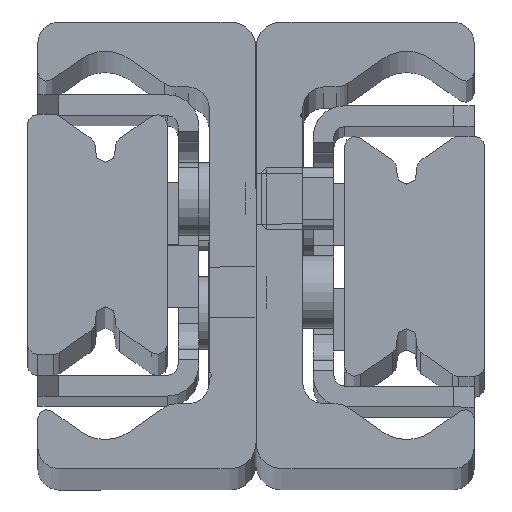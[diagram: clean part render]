
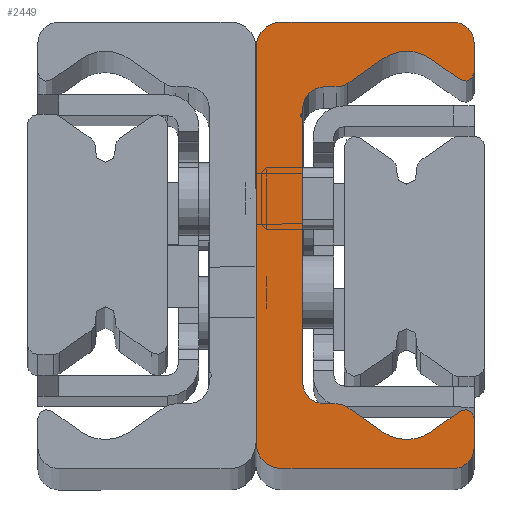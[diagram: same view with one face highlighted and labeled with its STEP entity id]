
A CAD part, top view. The second image highlights one B-rep face of the part: STEP entity #2449.
In plain terms, the highlighted planar face has unit normal (0, 0, 1).
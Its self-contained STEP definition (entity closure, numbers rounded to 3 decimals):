
#1371=CARTESIAN_POINT('',(2.499,0.,1170.0));
#1372=VERTEX_POINT('',#1371);
#1373=CARTESIAN_POINT('',(-0.001,2.5,1170.0));
#1374=VERTEX_POINT('',#1373);
#1375=CARTESIAN_POINT('',(2.499,2.5,1170.0));
#1376=DIRECTION('',(0.0,0.0,-1.0));
#1377=DIRECTION('',(-1.0,0.0,0.0));
#1378=AXIS2_PLACEMENT_3D('',#1375,#1376,#1377);
#1379=CIRCLE('',#1378,2.5);
#1380=EDGE_CURVE('',#1372,#1374,#1379,.T.);
#1413=CARTESIAN_POINT('',(-0.001,40.5,1170.0));
#1414=VERTEX_POINT('',#1413);
#1415=CARTESIAN_POINT('',(-0.001,2.5,1170.0));
#1416=DIRECTION('',(0.0,1.0,0.0));
#1417=VECTOR('',#1416,38.0);
#1418=LINE('',#1415,#1417);
#1419=EDGE_CURVE('',#1374,#1414,#1418,.T.);
#1501=CARTESIAN_POINT('',(2.499,43.0,1170.0));
#1502=VERTEX_POINT('',#1501);
#1503=CARTESIAN_POINT('',(2.499,40.5,1170.0));
#1504=DIRECTION('',(0.0,0.0,-1.0));
#1505=DIRECTION('',(0.0,1.0,0.0));
#1506=AXIS2_PLACEMENT_3D('',#1503,#1504,#1505);
#1507=CIRCLE('',#1506,2.5);
#1508=EDGE_CURVE('',#1414,#1502,#1507,.T.);
#1534=CARTESIAN_POINT('',(18.999,43.,1170.0));
#1535=VERTEX_POINT('',#1534);
#1536=CARTESIAN_POINT('',(2.499,43.0,1170.0));
#1537=DIRECTION('',(1.0,0.0,0.0));
#1538=VECTOR('',#1537,16.5);
#1539=LINE('',#1536,#1538);
#1540=EDGE_CURVE('',#1502,#1535,#1539,.T.);
#1565=CARTESIAN_POINT('',(20.999,41.,1170.0));
#1566=VERTEX_POINT('',#1565);
#1567=CARTESIAN_POINT('',(18.999,41.,1170.0));
#1568=DIRECTION('',(0.0,0.0,-1.0));
#1569=DIRECTION('',(1.0,0.0,0.0));
#1570=AXIS2_PLACEMENT_3D('',#1567,#1568,#1569);
#1571=CIRCLE('',#1570,2.0);
#1572=EDGE_CURVE('',#1535,#1566,#1571,.T.);
#1598=CARTESIAN_POINT('',(20.999,38.15,1170.0));
#1599=VERTEX_POINT('',#1598);
#1600=CARTESIAN_POINT('',(20.999,41.,1170.0));
#1601=DIRECTION('',(0.0,-1.0,0.0));
#1602=VECTOR('',#1601,2.85);
#1603=LINE('',#1600,#1602);
#1604=EDGE_CURVE('',#1566,#1599,#1603,.T.);
#1629=CARTESIAN_POINT('',(19.662,37.453,1170.0));
#1630=VERTEX_POINT('',#1629);
#1631=CARTESIAN_POINT('',(20.149,38.15,1170.0));
#1632=DIRECTION('',(0.0,0.0,-1.));
#1633=DIRECTION('',(-0.574,-0.819,0.0));
#1634=AXIS2_PLACEMENT_3D('',#1631,#1632,#1633);
#1635=CIRCLE('',#1634,0.85);
#1636=EDGE_CURVE('',#1599,#1630,#1635,.T.);
#1662=CARTESIAN_POINT('',(16.794,39.462,1170.0));
#1663=VERTEX_POINT('',#1662);
#1664=CARTESIAN_POINT('',(19.662,37.453,1170.0));
#1665=DIRECTION('',(-0.819,0.574,0.0));
#1666=VECTOR('',#1665,3.501);
#1667=LINE('',#1664,#1666);
#1668=EDGE_CURVE('',#1630,#1663,#1667,.T.);
#1693=CARTESIAN_POINT('',(12.205,39.462,1170.0));
#1694=VERTEX_POINT('',#1693);
#1695=CARTESIAN_POINT('',(14.499,36.185,1170.0));
#1696=DIRECTION('',(0.0,0.0,1.0));
#1697=DIRECTION('',(-0.574,-0.819,0.0));
#1698=AXIS2_PLACEMENT_3D('',#1695,#1696,#1697);
#1699=CIRCLE('',#1698,4.0);
#1700=EDGE_CURVE('',#1663,#1694,#1699,.T.);
#1726=CARTESIAN_POINT('',(8.849,37.112,1170.0));
#1727=VERTEX_POINT('',#1726);
#1728=CARTESIAN_POINT('',(12.205,39.462,1170.0));
#1729=DIRECTION('',(-0.819,-0.574,0.0));
#1730=VECTOR('',#1729,4.097);
#1731=LINE('',#1728,#1730);
#1732=EDGE_CURVE('',#1694,#1727,#1731,.T.);
#1757=CARTESIAN_POINT('',(7.702,36.75,1170.0));
#1758=VERTEX_POINT('',#1757);
#1759=CARTESIAN_POINT('',(7.702,38.75,1170.0));
#1760=DIRECTION('',(0.0,0.0,-1.0));
#1761=DIRECTION('',(0.0,-1.0,0.0));
#1762=AXIS2_PLACEMENT_3D('',#1759,#1760,#1761);
#1763=CIRCLE('',#1762,2.0);
#1764=EDGE_CURVE('',#1727,#1758,#1763,.T.);
#1790=CARTESIAN_POINT('',(6.499,36.75,1170.0));
#1791=VERTEX_POINT('',#1790);
#1792=CARTESIAN_POINT('',(7.702,36.75,1170.0));
#1793=DIRECTION('',(-1.0,0.0,0.0));
#1794=VECTOR('',#1793,1.203);
#1795=LINE('',#1792,#1794);
#1796=EDGE_CURVE('',#1758,#1791,#1795,.T.);
#1821=CARTESIAN_POINT('',(4.499,34.75,1170.0));
#1822=VERTEX_POINT('',#1821);
#1823=CARTESIAN_POINT('',(6.499,34.75,1170.0));
#1824=DIRECTION('',(0.0,0.0,1.0));
#1825=DIRECTION('',(0.0,-1.0,0.0));
#1826=AXIS2_PLACEMENT_3D('',#1823,#1824,#1825);
#1827=CIRCLE('',#1826,2.0);
#1828=EDGE_CURVE('',#1791,#1822,#1827,.T.);
#1854=CARTESIAN_POINT('',(4.499,34.361,1170.0));
#1855=VERTEX_POINT('',#1854);
#1856=CARTESIAN_POINT('',(4.499,34.75,1170.0));
#1857=DIRECTION('',(0.0,-1.0,0.0));
#1858=VECTOR('',#1857,0.389);
#1859=LINE('',#1856,#1858);
#1860=EDGE_CURVE('',#1822,#1855,#1859,.T.);
#1885=CARTESIAN_POINT('',(4.411,34.234,1170.0));
#1886=VERTEX_POINT('',#1885);
#1887=CARTESIAN_POINT('',(4.363,34.361,1170.0));
#1888=DIRECTION('',(0.0,0.0,-1.0));
#1889=DIRECTION('',(0.353,-0.936,0.0));
#1890=AXIS2_PLACEMENT_3D('',#1887,#1888,#1889);
#1891=CIRCLE('',#1890,0.136);
#1892=EDGE_CURVE('',#1855,#1886,#1891,.T.);
#1918=CARTESIAN_POINT('',(4.422,33.762,1170.0));
#1919=VERTEX_POINT('',#1918);
#1920=CARTESIAN_POINT('',(4.499,34.0,1170.0));
#1921=DIRECTION('',(0.0,0.0,1.));
#1922=DIRECTION('',(0.353,-0.936,0.0));
#1923=AXIS2_PLACEMENT_3D('',#1920,#1921,#1922);
#1924=CIRCLE('',#1923,0.25);
#1925=EDGE_CURVE('',#1886,#1919,#1924,.T.);
#1951=CARTESIAN_POINT('',(4.499,33.656,1170.0));
#1952=VERTEX_POINT('',#1951);
#1953=CARTESIAN_POINT('',(4.387,33.656,1170.0));
#1954=DIRECTION('',(0.0,0.0,-1.0));
#1955=DIRECTION('',(1.0,0.0,0.0));
#1956=AXIS2_PLACEMENT_3D('',#1953,#1954,#1955);
#1957=CIRCLE('',#1956,0.112);
#1958=EDGE_CURVE('',#1919,#1952,#1957,.T.);
#1984=CARTESIAN_POINT('',(4.499,8.25,1170.0));
#1985=VERTEX_POINT('',#1984);
#1986=CARTESIAN_POINT('',(4.499,33.656,1170.0));
#1987=DIRECTION('',(0.0,-1.0,0.0));
#1988=VECTOR('',#1987,25.406);
#1989=LINE('',#1986,#1988);
#1990=EDGE_CURVE('',#1952,#1985,#1989,.T.);
#2072=CARTESIAN_POINT('',(6.499,6.25,1170.0));
#2073=VERTEX_POINT('',#2072);
#2074=CARTESIAN_POINT('',(6.499,8.25,1170.0));
#2075=DIRECTION('',(0.0,0.0,1.0));
#2076=DIRECTION('',(1.0,0.0,0.0));
#2077=AXIS2_PLACEMENT_3D('',#2074,#2075,#2076);
#2078=CIRCLE('',#2077,2.0);
#2079=EDGE_CURVE('',#1985,#2073,#2078,.T.);
#2105=CARTESIAN_POINT('',(7.702,6.25,1170.0));
#2106=VERTEX_POINT('',#2105);
#2107=CARTESIAN_POINT('',(6.499,6.25,1170.0));
#2108=DIRECTION('',(1.0,0.0,0.0));
#2109=VECTOR('',#2108,1.203);
#2110=LINE('',#2107,#2109);
#2111=EDGE_CURVE('',#2073,#2106,#2110,.T.);
#2136=CARTESIAN_POINT('',(8.849,5.888,1170.0));
#2137=VERTEX_POINT('',#2136);
#2138=CARTESIAN_POINT('',(7.702,4.25,1170.0));
#2139=DIRECTION('',(0.0,0.0,-1.));
#2140=DIRECTION('',(0.574,0.819,0.0));
#2141=AXIS2_PLACEMENT_3D('',#2138,#2139,#2140);
#2142=CIRCLE('',#2141,2.0);
#2143=EDGE_CURVE('',#2106,#2137,#2142,.T.);
#2169=CARTESIAN_POINT('',(12.205,3.538,1170.0));
#2170=VERTEX_POINT('',#2169);
#2171=CARTESIAN_POINT('',(8.849,5.888,1170.0));
#2172=DIRECTION('',(0.819,-0.574,0.0));
#2173=VECTOR('',#2172,4.097);
#2174=LINE('',#2171,#2173);
#2175=EDGE_CURVE('',#2137,#2170,#2174,.T.);
#2200=CARTESIAN_POINT('',(16.794,3.538,1170.0));
#2201=VERTEX_POINT('',#2200);
#2202=CARTESIAN_POINT('',(14.499,6.815,1170.0));
#2203=DIRECTION('',(0.0,0.0,1.0));
#2204=DIRECTION('',(0.574,0.819,0.0));
#2205=AXIS2_PLACEMENT_3D('',#2202,#2203,#2204);
#2206=CIRCLE('',#2205,4.0);
#2207=EDGE_CURVE('',#2170,#2201,#2206,.T.);
#2233=CARTESIAN_POINT('',(19.662,5.547,1170.0));
#2234=VERTEX_POINT('',#2233);
#2235=CARTESIAN_POINT('',(16.794,3.538,1170.0));
#2236=DIRECTION('',(0.819,0.574,0.0));
#2237=VECTOR('',#2236,3.501);
#2238=LINE('',#2235,#2237);
#2239=EDGE_CURVE('',#2201,#2234,#2238,.T.);
#2264=CARTESIAN_POINT('',(20.999,4.85,1170.0));
#2265=VERTEX_POINT('',#2264);
#2266=CARTESIAN_POINT('',(20.149,4.85,1170.0));
#2267=DIRECTION('',(0.0,0.0,-1.0));
#2268=DIRECTION('',(1.0,0.0,0.0));
#2269=AXIS2_PLACEMENT_3D('',#2266,#2267,#2268);
#2270=CIRCLE('',#2269,0.85);
#2271=EDGE_CURVE('',#2234,#2265,#2270,.T.);
#2297=CARTESIAN_POINT('',(20.999,2.,1170.0));
#2298=VERTEX_POINT('',#2297);
#2299=CARTESIAN_POINT('',(20.999,4.85,1170.0));
#2300=DIRECTION('',(0.0,-1.0,0.0));
#2301=VECTOR('',#2300,2.85);
#2302=LINE('',#2299,#2301);
#2303=EDGE_CURVE('',#2265,#2298,#2302,.T.);
#2328=CARTESIAN_POINT('',(18.999,0.,1170.0));
#2329=VERTEX_POINT('',#2328);
#2330=CARTESIAN_POINT('',(18.999,2.,1170.0));
#2331=DIRECTION('',(0.0,0.0,-1.0));
#2332=DIRECTION('',(0.0,-1.0,0.0));
#2333=AXIS2_PLACEMENT_3D('',#2330,#2331,#2332);
#2334=CIRCLE('',#2333,2.0);
#2335=EDGE_CURVE('',#2298,#2329,#2334,.T.);
#2361=CARTESIAN_POINT('',(18.999,0.,1170.0));
#2362=DIRECTION('',(-1.0,0.0,0.0));
#2363=VECTOR('',#2362,16.5);
#2364=LINE('',#2361,#2363);
#2365=EDGE_CURVE('',#2329,#1372,#2364,.T.);
#2414=CARTESIAN_POINT('',(7.822,21.517,1170.0));
#2415=DIRECTION('',(0.0,0.0,1.0));
#2416=DIRECTION('',(1.0,0.0,0.0));
#2417=AXIS2_PLACEMENT_3D('',#2414,#2415,#2416);
#2418=PLANE('',#2417);
#2419=ORIENTED_EDGE('',*,*,#1380,.F.);
#2420=ORIENTED_EDGE('',*,*,#2365,.F.);
#2421=ORIENTED_EDGE('',*,*,#2335,.F.);
#2422=ORIENTED_EDGE('',*,*,#2303,.F.);
#2423=ORIENTED_EDGE('',*,*,#2271,.F.);
#2424=ORIENTED_EDGE('',*,*,#2239,.F.);
#2425=ORIENTED_EDGE('',*,*,#2207,.F.);
#2426=ORIENTED_EDGE('',*,*,#2175,.F.);
#2427=ORIENTED_EDGE('',*,*,#2143,.F.);
#2428=ORIENTED_EDGE('',*,*,#2111,.F.);
#2429=ORIENTED_EDGE('',*,*,#2079,.F.);
#2430=ORIENTED_EDGE('',*,*,#1990,.F.);
#2431=ORIENTED_EDGE('',*,*,#1958,.F.);
#2432=ORIENTED_EDGE('',*,*,#1925,.F.);
#2433=ORIENTED_EDGE('',*,*,#1892,.F.);
#2434=ORIENTED_EDGE('',*,*,#1860,.F.);
#2435=ORIENTED_EDGE('',*,*,#1828,.F.);
#2436=ORIENTED_EDGE('',*,*,#1796,.F.);
#2437=ORIENTED_EDGE('',*,*,#1764,.F.);
#2438=ORIENTED_EDGE('',*,*,#1732,.F.);
#2439=ORIENTED_EDGE('',*,*,#1700,.F.);
#2440=ORIENTED_EDGE('',*,*,#1668,.F.);
#2441=ORIENTED_EDGE('',*,*,#1636,.F.);
#2442=ORIENTED_EDGE('',*,*,#1604,.F.);
#2443=ORIENTED_EDGE('',*,*,#1572,.F.);
#2444=ORIENTED_EDGE('',*,*,#1540,.F.);
#2445=ORIENTED_EDGE('',*,*,#1508,.F.);
#2446=ORIENTED_EDGE('',*,*,#1419,.F.);
#2447=EDGE_LOOP('',(#2419,#2420,#2421,#2422,#2423,#2424,#2425,#2426,#2427,#2428,#2429,#2430,#2431,#2432,#2433,#2434,#2435,#2436,#2437,#2438,#2439,#2440,#2441,#2442,#2443,#2444,#2445,#2446));
#2448=FACE_OUTER_BOUND('',#2447,.T.);
#2449=ADVANCED_FACE('',(#2448),#2418,.T.);
